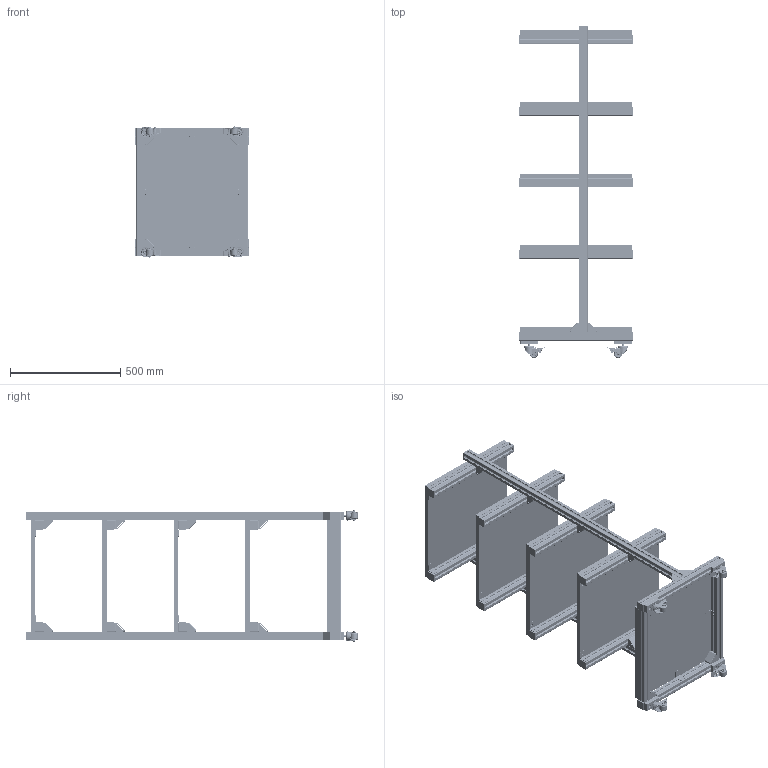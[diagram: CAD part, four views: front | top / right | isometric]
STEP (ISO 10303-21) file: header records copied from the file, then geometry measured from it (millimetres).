
FILE_DESCRIPTION (( 'STEP AP214' ), '1' );
FILE_NAME ('Ïîäêàòíàÿ íàïîëüíàÿ ñòîéêà H=1400ìì.STEP', '2022-08-10T06:53:50', ( 'Ñòàñ' ), ( '' ), 'SwSTEP 2.0', 'SolidWorks 2021', '' );
FILE_SCHEMA (( 'AUTOMOTIVE_DESIGN' ));
Length unit declared in the file: millimetre
Products named in the file (13): T25_00; 40õ40SL_2; 婄翴譇5; 40õ40SL_3; D02_00; E36_00; 40õ40SL_1; A19_00; A18_01; 婄翴譇4; 40õ40SL_4; Ïîäêàòíàÿ íàïîëüíàÿ ñòîéêà H=1400ìì; A312_00
Assembly tree (101 placements, depth 2):
  Ïîäêàòíàÿ íàïîëüíàÿ ñòîéêà H=1400ìì
    40õ40SL_1  x2
    40õ40SL_2  x2
    40õ40SL_3  x2
    40õ40SL_4  x8
    A312_00  x4
    T25_00  x4
    A19_00  x22
    A18_01  x16
    D02_00  x16
    E36_00  x20
    婄翴譇4  x4
    婄翴譇5
Bounding box: 515.6 x 1505.29 x 596.01 mm (x, y, z)
Volume: 32556710.8 mm3; surface area: 7932890.8 mm2
Topology: 141 solids, 141 shells, 11972 faces, 32224 edges, 20728 vertices
Faces by surface type: plane 6240, cylinder 4736, torus 344, bspline 236, cone 216, sphere 200
Entity records: 77059 total; most frequent: CARTESIAN_POINT 14281, DIRECTION 12494, ORIENTED_EDGE 12284, EDGE_CURVE 6142, AXIS2_PLACEMENT_3D 4264, VERTEX_POINT 4014, VECTOR 3966, LINE 3966
